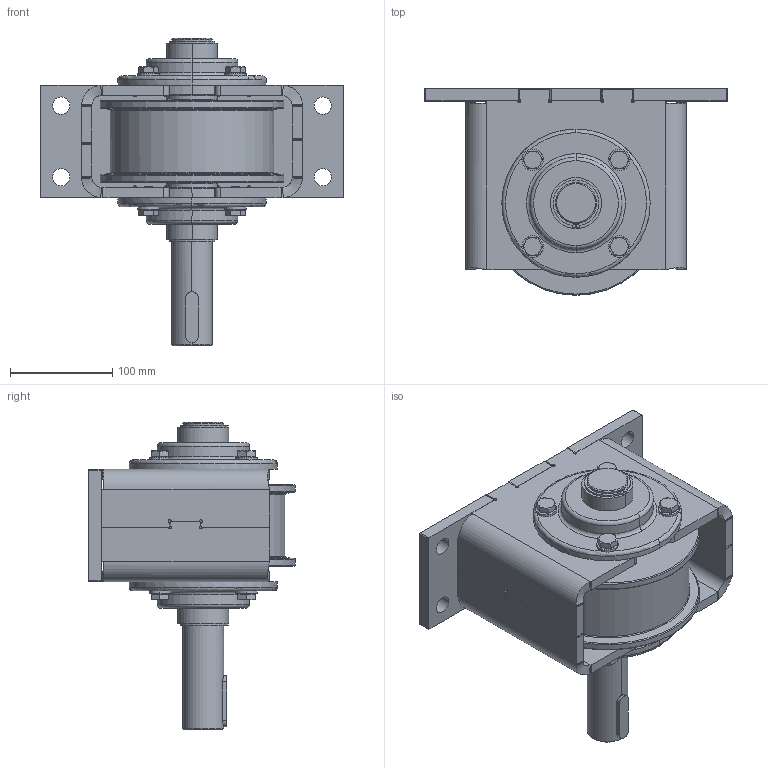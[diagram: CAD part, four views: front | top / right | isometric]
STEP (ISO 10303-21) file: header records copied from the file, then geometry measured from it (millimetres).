
FILE_DESCRIPTION(('STEP AP214'),'1');
FILE_NAME('ra-20-160.stp','2022-09-13T15:11:32',('TraceParts'),('TraceParts S.A.'),'Spatial InterOp 3D',' ',' ');
FILE_SCHEMA(('AUTOMOTIVE_DESIGN { 1 0 10303 214 1 1 1 1 }'));
Length unit declared in the file: millimetre
Products named in the file (1): ra-20-160
Bounding box: 296 x 202 x 301.1 mm (x, y, z)
Volume: 3762602.5 mm3; surface area: 432174.7 mm2
Topology: 1 solids, 1 shells, 649 faces, 1715 edges, 1084 vertices
Faces by surface type: cylinder 257, plane 222, cone 98, torus 52, bspline 20
Entity records: 27327 total; most frequent: CARTESIAN_POINT 5669, DIRECTION 3611, ORIENTED_EDGE 3430, EDGE_CURVE 1715, AXIS2_PLACEMENT_3D 1420, VERTEX_POINT 1084, CIRCLE 790, LINE 771
